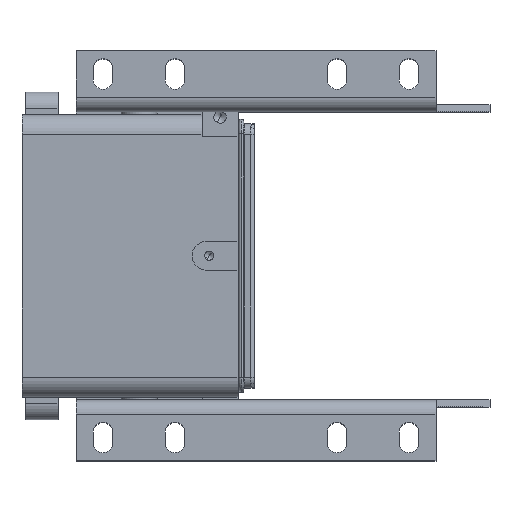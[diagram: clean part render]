
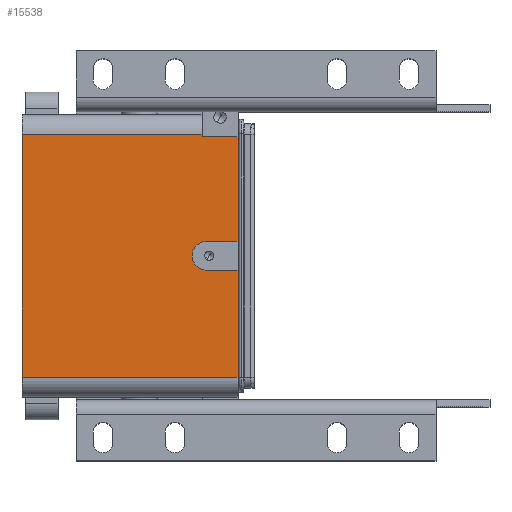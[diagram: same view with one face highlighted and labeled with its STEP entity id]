
A CAD part, top view. The second image highlights one B-rep face of the part: STEP entity #15538.
In plain terms, the highlighted planar face has unit normal (0, 0, 1).
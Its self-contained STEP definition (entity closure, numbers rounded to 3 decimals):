
#14746=AXIS2_PLACEMENT_3D('Circle Axis2P3D',#14744,#14745,$) ;
#15519=AXIS2_PLACEMENT_3D('Plane Axis2P3D',#15516,#15517,#15518) ;
#8457=CARTESIAN_POINT('Line Origine',(110.,180.,160.5)) ;
#8461=CARTESIAN_POINT('Vertex',(120.,180.,160.5)) ;
#8463=CARTESIAN_POINT('Vertex',(100.,180.,160.5)) ;
#8552=CARTESIAN_POINT('Vertex',(120.,106.,160.5)) ;
#8559=CARTESIAN_POINT('Vertex',(102.5,106.,160.5)) ;
#8562=CARTESIAN_POINT('Line Origine',(111.25,106.,160.5)) ;
#9156=CARTESIAN_POINT('Vertex',(0.,181.5,160.5)) ;
#9159=CARTESIAN_POINT('Line Origine',(64.5,181.5,160.5)) ;
#9163=CARTESIAN_POINT('Vertex',(100.,181.5,160.5)) ;
#14741=CARTESIAN_POINT('Vertex',(102.5,122.,160.5)) ;
#14744=CARTESIAN_POINT('Axis2P3D Location',(102.5,114.,160.5)) ;
#14926=CARTESIAN_POINT('Vertex',(0.,46.5,160.5)) ;
#14929=CARTESIAN_POINT('Line Origine',(0.,114.,160.5)) ;
#15333=CARTESIAN_POINT('Line Origine',(111.25,122.,160.5)) ;
#15337=CARTESIAN_POINT('Vertex',(120.,122.,160.5)) ;
#15353=CARTESIAN_POINT('Line Origine',(100.,180.75,160.5)) ;
#15408=CARTESIAN_POINT('Line Origine',(120.,151.,160.5)) ;
#15413=CARTESIAN_POINT('Line Origine',(120.,76.25,160.5)) ;
#15417=CARTESIAN_POINT('Vertex',(120.,46.5,160.5)) ;
#15516=CARTESIAN_POINT('Axis2P3D Location',(8.5,181.5,160.5)) ;
#15521=CARTESIAN_POINT('Line Origine',(60.,46.5,160.5)) ;
#8458=DIRECTION('Vector Direction',(-1.,0.,0.)) ;
#8563=DIRECTION('Vector Direction',(-1.,0.,0.)) ;
#9160=DIRECTION('Vector Direction',(-1.,0.,0.)) ;
#14745=DIRECTION('Axis2P3D Direction',(0.,0.,-1.)) ;
#14930=DIRECTION('Vector Direction',(0.,-1.,0.)) ;
#15334=DIRECTION('Vector Direction',(-1.,0.,0.)) ;
#15354=DIRECTION('Vector Direction',(0.,-1.,0.)) ;
#15409=DIRECTION('Vector Direction',(0.,1.,0.)) ;
#15414=DIRECTION('Vector Direction',(0.,1.,0.)) ;
#15517=DIRECTION('Axis2P3D Direction',(0.,0.,1.)) ;
#15518=DIRECTION('Axis2P3D XDirection',(0.,-1.,0.)) ;
#15522=DIRECTION('Vector Direction',(-1.,0.,0.)) ;
#8459=VECTOR('Line Direction',#8458,1.) ;
#8564=VECTOR('Line Direction',#8563,1.) ;
#9161=VECTOR('Line Direction',#9160,1.) ;
#14931=VECTOR('Line Direction',#14930,1.) ;
#15335=VECTOR('Line Direction',#15334,1.) ;
#15355=VECTOR('Line Direction',#15354,1.) ;
#15410=VECTOR('Line Direction',#15409,1.) ;
#15415=VECTOR('Line Direction',#15414,1.) ;
#15523=VECTOR('Line Direction',#15522,1.) ;
#15527=ORIENTED_EDGE('',*,*,#15339,.F.) ;
#15528=ORIENTED_EDGE('',*,*,#15412,.F.) ;
#15529=ORIENTED_EDGE('',*,*,#8465,.T.) ;
#15530=ORIENTED_EDGE('',*,*,#15357,.F.) ;
#15531=ORIENTED_EDGE('',*,*,#9165,.F.) ;
#15532=ORIENTED_EDGE('',*,*,#14933,.T.) ;
#15533=ORIENTED_EDGE('',*,*,#15525,.T.) ;
#15534=ORIENTED_EDGE('',*,*,#15419,.F.) ;
#15535=ORIENTED_EDGE('',*,*,#8566,.T.) ;
#15536=ORIENTED_EDGE('',*,*,#14748,.F.) ;
#15538=ADVANCED_FACE('61380_HDC_IP68_HP_24B_X2_AS_S.1\\SOGH 24B RSTP.2\\SOGH 24B RSTP',(#15537),#15520,.T.) ;
#14747=CIRCLE('generated circle',#14746,8.) ;
#8465=EDGE_CURVE('',#8462,#8464,#8460,.T.) ;
#8566=EDGE_CURVE('',#8553,#8560,#8565,.T.) ;
#9165=EDGE_CURVE('',#9157,#9164,#9162,.F.) ;
#14748=EDGE_CURVE('',#14742,#8560,#14747,.F.) ;
#14933=EDGE_CURVE('',#9157,#14927,#14932,.T.) ;
#15339=EDGE_CURVE('',#15338,#14742,#15336,.T.) ;
#15357=EDGE_CURVE('',#9164,#8464,#15356,.T.) ;
#15412=EDGE_CURVE('',#8462,#15338,#15411,.F.) ;
#15419=EDGE_CURVE('',#8553,#15418,#15416,.F.) ;
#15525=EDGE_CURVE('',#14927,#15418,#15524,.F.) ;
#15526=EDGE_LOOP('',(#15527,#15528,#15529,#15530,#15531,#15532,#15533,#15534,#15535,#15536)) ;
#15537=FACE_OUTER_BOUND('',#15526,.T.) ;
#8460=LINE('Line',#8457,#8459) ;
#8565=LINE('Line',#8562,#8564) ;
#9162=LINE('Line',#9159,#9161) ;
#14932=LINE('Line',#14929,#14931) ;
#15336=LINE('Line',#15333,#15335) ;
#15356=LINE('Line',#15353,#15355) ;
#15411=LINE('Line',#15408,#15410) ;
#15416=LINE('Line',#15413,#15415) ;
#15524=LINE('Line',#15521,#15523) ;
#15520=PLANE('',#15519) ;
#8462=VERTEX_POINT('',#8461) ;
#8464=VERTEX_POINT('',#8463) ;
#8553=VERTEX_POINT('',#8552) ;
#8560=VERTEX_POINT('',#8559) ;
#9157=VERTEX_POINT('',#9156) ;
#9164=VERTEX_POINT('',#9163) ;
#14742=VERTEX_POINT('',#14741) ;
#14927=VERTEX_POINT('',#14926) ;
#15338=VERTEX_POINT('',#15337) ;
#15418=VERTEX_POINT('',#15417) ;
